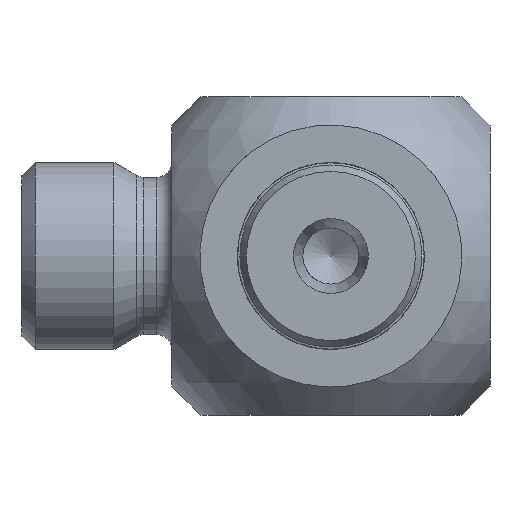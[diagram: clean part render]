
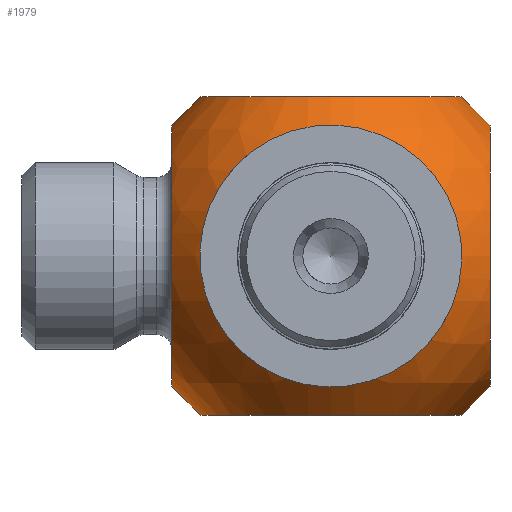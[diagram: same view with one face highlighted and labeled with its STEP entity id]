
A CAD part, front view. The second image highlights one B-rep face of the part: STEP entity #1979.
In plain terms, the highlighted spherical face has radius 11 mm.
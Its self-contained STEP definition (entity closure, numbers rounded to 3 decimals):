
#1901=CARTESIAN_POINT('',(-8.5,0.,6.982));
#1902=VERTEX_POINT('',#1901);
#1903=CARTESIAN_POINT('',(-8.5,0.,0.0));
#1904=DIRECTION('',(-1.0,0.0,0.0));
#1905=DIRECTION('',(0.0,0.0,-1.0));
#1906=AXIS2_PLACEMENT_3D('',#1903,#1904,#1905);
#1907=CIRCLE('',#1906,6.982);
#1908=EDGE_CURVE('',#1902,#1902,#1907,.T.);
#1916=CARTESIAN_POINT('',(0.0,0.0,0.0));
#1917=DIRECTION('',(0.0,0.0,1.0));
#1918=DIRECTION('',(1.0,0.0,0.0));
#1919=AXIS2_PLACEMENT_3D('',#1916,#1917,#1918);
#1920=SPHERICAL_SURFACE('',#1919,11.0);
#1921=CARTESIAN_POINT('',(0.,6.982,-8.5));
#1922=VERTEX_POINT('',#1921);
#1923=CARTESIAN_POINT('',(0.0,0.0,-8.5));
#1924=DIRECTION('',(0.0,0.0,-1.0));
#1925=DIRECTION('',(0.0,-1.0,0.0));
#1926=AXIS2_PLACEMENT_3D('',#1923,#1924,#1925);
#1927=CIRCLE('',#1926,6.982);
#1928=EDGE_CURVE('',#1922,#1922,#1927,.T.);
#1929=ORIENTED_EDGE('',*,*,#1928,.F.);
#1930=EDGE_LOOP('',(#1929));
#1931=FACE_OUTER_BOUND('',#1930,.T.);
#1932=CARTESIAN_POINT('',(8.5,0.,-6.982));
#1933=VERTEX_POINT('',#1932);
#1934=CARTESIAN_POINT('',(8.5,0.,0.0));
#1935=DIRECTION('',(1.0,0.0,0.0));
#1936=DIRECTION('',(0.0,0.0,1.0));
#1937=AXIS2_PLACEMENT_3D('',#1934,#1935,#1936);
#1938=CIRCLE('',#1937,6.982);
#1939=EDGE_CURVE('',#1933,#1933,#1938,.T.);
#1940=ORIENTED_EDGE('',*,*,#1939,.F.);
#1941=EDGE_LOOP('',(#1940));
#1942=FACE_BOUND('',#1941,.T.);
#1943=CARTESIAN_POINT('',(0.,-8.5,-6.982));
#1944=VERTEX_POINT('',#1943);
#1945=CARTESIAN_POINT('',(0.0,-8.5,0.0));
#1946=DIRECTION('',(0.0,-1.0,0.0));
#1947=DIRECTION('',(0.0,0.0,1.0));
#1948=AXIS2_PLACEMENT_3D('',#1945,#1946,#1947);
#1949=CIRCLE('',#1948,6.982);
#1950=EDGE_CURVE('',#1944,#1944,#1949,.T.);
#1951=ORIENTED_EDGE('',*,*,#1950,.F.);
#1952=EDGE_LOOP('',(#1951));
#1953=FACE_BOUND('',#1952,.T.);
#1954=ORIENTED_EDGE('',*,*,#1908,.F.);
#1955=EDGE_LOOP('',(#1954));
#1956=FACE_BOUND('',#1955,.T.);
#1957=CARTESIAN_POINT('',(0.,8.5,6.982));
#1958=VERTEX_POINT('',#1957);
#1959=CARTESIAN_POINT('',(0.0,8.5,0.0));
#1960=DIRECTION('',(0.0,1.0,0.0));
#1961=DIRECTION('',(0.0,0.0,-1.0));
#1962=AXIS2_PLACEMENT_3D('',#1959,#1960,#1961);
#1963=CIRCLE('',#1962,6.982);
#1964=EDGE_CURVE('',#1958,#1958,#1963,.T.);
#1965=ORIENTED_EDGE('',*,*,#1964,.F.);
#1966=EDGE_LOOP('',(#1965));
#1967=FACE_BOUND('',#1966,.T.);
#1968=CARTESIAN_POINT('',(0.,-6.982,8.5));
#1969=VERTEX_POINT('',#1968);
#1970=CARTESIAN_POINT('',(0.0,0.0,8.5));
#1971=DIRECTION('',(0.0,0.0,1.0));
#1972=DIRECTION('',(0.0,1.0,0.0));
#1973=AXIS2_PLACEMENT_3D('',#1970,#1971,#1972);
#1974=CIRCLE('',#1973,6.982);
#1975=EDGE_CURVE('',#1969,#1969,#1974,.T.);
#1976=ORIENTED_EDGE('',*,*,#1975,.F.);
#1977=EDGE_LOOP('',(#1976));
#1978=FACE_BOUND('',#1977,.T.);
#1979=ADVANCED_FACE('',(#1931,#1942,#1953,#1956,#1967,#1978),#1920,.T.);
